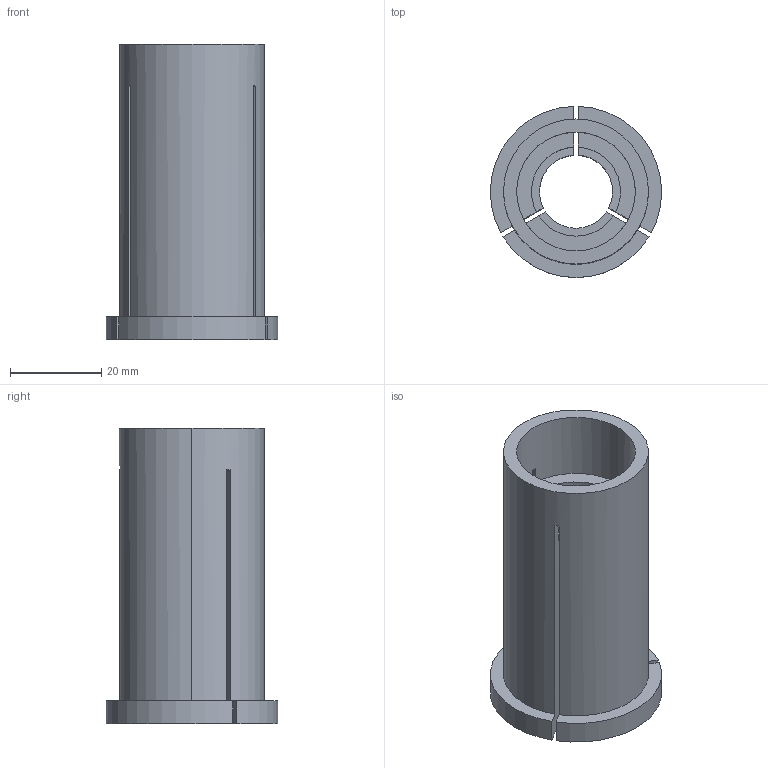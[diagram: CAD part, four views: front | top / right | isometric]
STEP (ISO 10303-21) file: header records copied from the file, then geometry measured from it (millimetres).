
FILE_DESCRIPTION (( 'STEP AP203' ), '1' );
FILE_NAME ('STP-5253-618-A72-016-0(84127-16).STEP', '2021-07-13T10:48:09', ( '' ), ( '' ), 'SwSTEP 2.0', 'SolidWorks 2017', '' );
FILE_SCHEMA (( 'CONFIG_CONTROL_DESIGN' ));
Length unit declared in the file: millimetre
Products named in the file (1): STP-5253-618-A72-016-0(84127-16)
Bounding box: 37.5 x 37.49 x 64.6 mm (x, y, z)
Volume: 32813.6 mm3; surface area: 14207.5 mm2
Topology: 1 solids, 1 shells, 38 faces, 111 edges, 74 vertices
Faces by surface type: cylinder 19, plane 19
Entity records: 1369 total; most frequent: CARTESIAN_POINT 245, DIRECTION 227, ORIENTED_EDGE 222, EDGE_CURVE 111, AXIS2_PLACEMENT_3D 83, VERTEX_POINT 74, VECTOR 61, LINE 61
